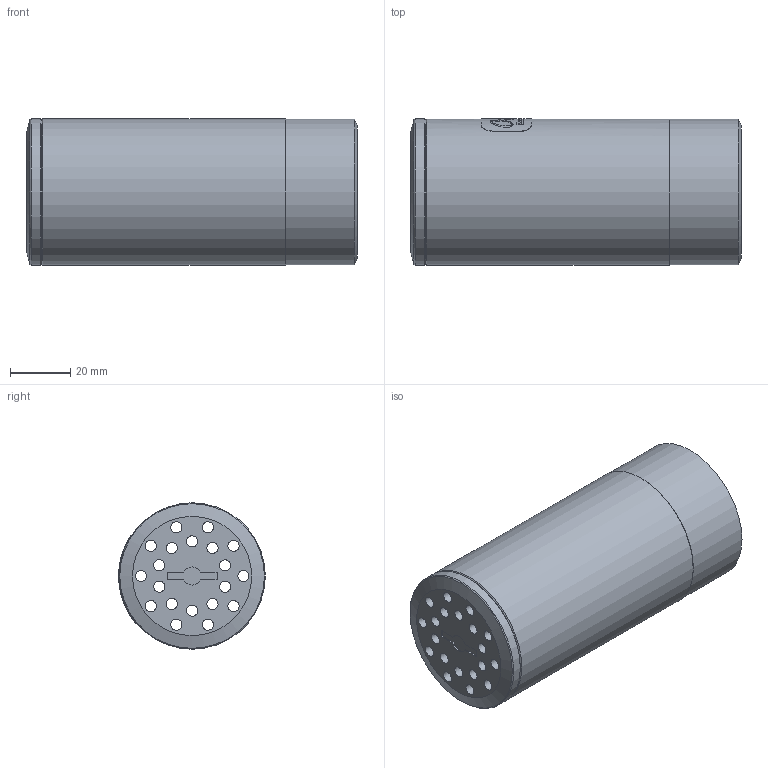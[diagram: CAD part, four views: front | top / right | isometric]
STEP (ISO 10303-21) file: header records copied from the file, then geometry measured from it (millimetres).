
FILE_DESCRIPTION(/* description */ (''),/* implementation_level */ '2;1');
FILE_NAME(/* name */ '45480 Cluster eco 15-38.stp',/* time_stamp */ '2016-07-14T11:16:14+02:00',/* author */ ('guzb562'),/* organization */ (''),/* preprocessor_version */ 'ST-DEVELOPER v16.1',/* originating_system */ 'Autodesk Inventor 2016',/* authorisation */ '');
FILE_SCHEMA (('AUTOMOTIVE_DESIGN { 1 0 10303 214 3 1 1 }'));
Length unit declared in the file: millimetre
Products named in the file (1): 45480 Cluster eco 15-38
Bounding box: 110 x 48.72 x 48.66 mm (x, y, z)
Volume: 142927.3 mm3; surface area: 41825.5 mm2
Topology: 1 solids, 1 shells, 356 faces, 1000 edges, 671 vertices
Faces by surface type: plane 293, cylinder 57, cone 6
Full cylindrical faces by diameter (mm): 3.7 x20, 40.385 x1, 48.3 x1, 48.59 x1, 48.656 x1
Entity records: 11723 total; most frequent: DIRECTION 2199, CARTESIAN_POINT 2112, ORIENTED_EDGE 1900, EDGE_CURVE 950, AXIS2_PLACEMENT_3D 910, VERTEX_POINT 651, EDGE_LOOP 451, ELLIPSE 388
